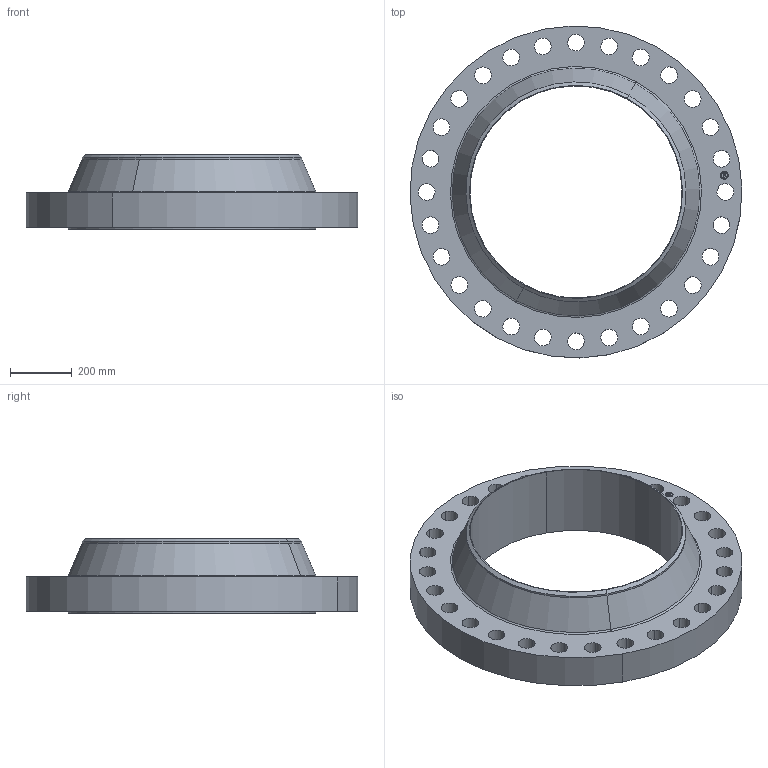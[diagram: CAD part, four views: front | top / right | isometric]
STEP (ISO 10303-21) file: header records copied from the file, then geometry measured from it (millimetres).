
FILE_DESCRIPTION(('3D STEP'),'2;1');
FILE_NAME('28-600-WELD-NECK-RF-XH-A-FLANGE.stp','2013-03-23T06:42:45+00:00',('Texas Flange'),(''),'CATIA Version 5 Release 20 SP 6 (IN-10)','CATIA V5 STEP AP214','800-826-3801');
FILE_SCHEMA(('AUTOMOTIVE_DESIGN { 1 0 10303 214 1 1 1 1 }'));
Length unit declared in the file: inch
Products named in the file (1): 28-600-WELD-NECK-RF-XH-A-FLANGE
Bounding box: 1072.85 x 1072.85 x 241.3 mm (x, y, z)
Volume: 62484631.4 mm3; surface area: 2570409.7 mm2
Topology: 1 solids, 1 shells, 459 faces, 1308 edges, 870 vertices
Faces by surface type: plane 369, cylinder 84, cone 4, torus 2
Entity records: 17042 total; most frequent: ORIENTED_EDGE 2616, CARTESIAN_POINT 2569, DIRECTION 2088, EDGE_CURVE 1308, VECTOR 1132, LINE 1132, VERTEX_POINT 870, AXIS2_PLACEMENT_3D 567
